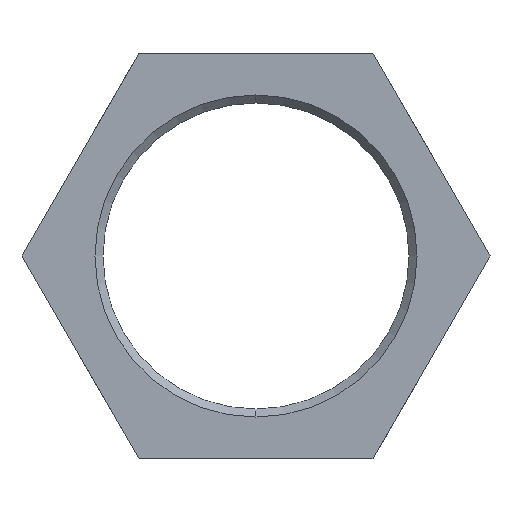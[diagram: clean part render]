
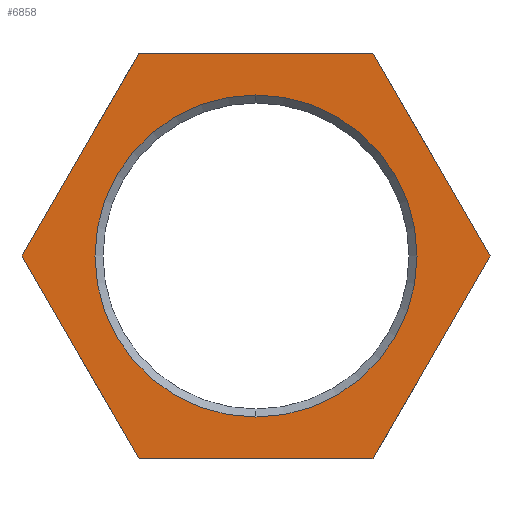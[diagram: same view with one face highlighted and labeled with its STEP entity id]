
A CAD part, left-side view. The second image highlights one B-rep face of the part: STEP entity #6858.
In plain terms, the highlighted planar face has unit normal (-1, 0, 0).
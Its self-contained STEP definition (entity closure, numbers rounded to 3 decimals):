
#152 = EDGE_CURVE ( 'NONE', #8645, #1517, #3885, .T. ) ;
#157 = VERTEX_POINT ( 'NONE', #8704 ) ;
#327 = CARTESIAN_POINT ( 'NONE',  ( -13., -44.976, 2.901 ) ) ;
#546 = CARTESIAN_POINT ( 'NONE',  ( -13., 46.325, 0. ) ) ;
#993 = ORIENTED_EDGE ( 'NONE', *, *, #11828, .F. ) ;
#1114 = CARTESIAN_POINT ( 'NONE',  ( -13., 19.976, -40.401 ) ) ;
#1127 = VECTOR ( 'NONE', #11942, 1000. ) ;
#1230 = LINE ( 'NONE', #1114, #12354 ) ;
#1325 = VERTEX_POINT ( 'NONE', #12834 ) ;
#1404 = LINE ( 'NONE', #1783, #6119 ) ;
#1517 = VERTEX_POINT ( 'NONE', #7211 ) ;
#1578 = DIRECTION ( 'NONE',  ( 0., 0., 1. ) ) ;
#1783 = CARTESIAN_POINT ( 'NONE',  ( -13., 44.976, -2.901 ) ) ;
#1944 = DIRECTION ( 'NONE',  ( 1., 0., 0. ) ) ;
#2102 = VECTOR ( 'NONE', #4154, 1000. ) ;
#2450 = DIRECTION ( 'NONE',  ( 0., 0.5, -0.866 ) ) ;
#2886 = CARTESIAN_POINT ( 'NONE',  ( -13., 0., -29.805 ) ) ;
#2932 = CARTESIAN_POINT ( 'NONE',  ( -13., 0., 0. ) ) ;
#2938 = EDGE_LOOP ( 'NONE', ( #5927, #993, #8509, #13973, #6772, #11724 ) ) ;
#3103 = VERTEX_POINT ( 'NONE', #12918 ) ;
#3124 = DIRECTION ( 'NONE',  ( 0., 0.5, 0.866 ) ) ;
#3140 = EDGE_CURVE ( 'NONE', #4003, #1325, #1230, .T. ) ;
#3297 = VERTEX_POINT ( 'NONE', #3821 ) ;
#3503 = VECTOR ( 'NONE', #11524, 1000. ) ;
#3518 = CIRCLE ( 'NONE', #11517, 29.805 ) ;
#3777 = AXIS2_PLACEMENT_3D ( 'NONE', #7660, #5400, #7613 ) ;
#3821 = CARTESIAN_POINT ( 'NONE',  ( -13., -21.651, -37.5 ) ) ;
#3885 = CIRCLE ( 'NONE', #3777, 29.805 ) ;
#3939 = ORIENTED_EDGE ( 'NONE', *, *, #4658, .T. ) ;
#4003 = VERTEX_POINT ( 'NONE', #13941 ) ;
#4154 = DIRECTION ( 'NONE',  ( 0., -0.5, -0.866 ) ) ;
#4536 = VERTEX_POINT ( 'NONE', #5951 ) ;
#4658 = EDGE_CURVE ( 'NONE', #1517, #8645, #3518, .T. ) ;
#4671 = LINE ( 'NONE', #6226, #3503 ) ;
#4690 = EDGE_LOOP ( 'NONE', ( #3939, #5872 ) ) ;
#4691 = VECTOR ( 'NONE', #2450, 1000. ) ;
#4731 = DIRECTION ( 'NONE',  ( -1., 0., 0. ) ) ;
#5376 = EDGE_CURVE ( 'NONE', #157, #3103, #4671, .T. ) ;
#5400 = DIRECTION ( 'NONE',  ( 1., 0., 0. ) ) ;
#5872 = ORIENTED_EDGE ( 'NONE', *, *, #152, .T. ) ;
#5927 = ORIENTED_EDGE ( 'NONE', *, *, #9183, .F. ) ;
#5951 = CARTESIAN_POINT ( 'NONE',  ( -13., -43.301, 0. ) ) ;
#6119 = VECTOR ( 'NONE', #9381, 1000. ) ;
#6226 = CARTESIAN_POINT ( 'NONE',  ( -13., 25., 37.5 ) ) ;
#6563 = EDGE_CURVE ( 'NONE', #3297, #4003, #10910, .T. ) ;
#6772 = ORIENTED_EDGE ( 'NONE', *, *, #3140, .F. ) ;
#6858 = ADVANCED_FACE ( 'NONE', ( #9691, #11729 ), #7971, .T. ) ;
#7211 = CARTESIAN_POINT ( 'NONE',  ( -13., 0., 29.805 ) ) ;
#7510 = LINE ( 'NONE', #9445, #2102 ) ;
#7613 = DIRECTION ( 'NONE',  ( 0., 0., -1. ) ) ;
#7660 = CARTESIAN_POINT ( 'NONE',  ( -13., 0., 0. ) ) ;
#7730 = LINE ( 'NONE', #327, #4691 ) ;
#7971 = PLANE ( 'NONE',  #9107 ) ;
#8509 = ORIENTED_EDGE ( 'NONE', *, *, #5376, .F. ) ;
#8645 = VERTEX_POINT ( 'NONE', #2886 ) ;
#8704 = CARTESIAN_POINT ( 'NONE',  ( -13., 21.651, 37.5 ) ) ;
#8912 = CARTESIAN_POINT ( 'NONE',  ( -13., -25., -37.5 ) ) ;
#9107 = AXIS2_PLACEMENT_3D ( 'NONE', #546, #4731, #1578 ) ;
#9183 = EDGE_CURVE ( 'NONE', #4536, #3297, #7730, .T. ) ;
#9381 = DIRECTION ( 'NONE',  ( 0., -0.5, 0.866 ) ) ;
#9445 = CARTESIAN_POINT ( 'NONE',  ( -13., -19.976, 40.401 ) ) ;
#9691 = FACE_OUTER_BOUND ( 'NONE', #2938, .T. ) ;
#10581 = DIRECTION ( 'NONE',  ( 0., 0., -1. ) ) ;
#10910 = LINE ( 'NONE', #8912, #1127 ) ;
#11517 = AXIS2_PLACEMENT_3D ( 'NONE', #2932, #1944, #10581 ) ;
#11524 = DIRECTION ( 'NONE',  ( 0., -1., 0. ) ) ;
#11724 = ORIENTED_EDGE ( 'NONE', *, *, #6563, .F. ) ;
#11729 = FACE_BOUND ( 'NONE', #4690, .T. ) ;
#11828 = EDGE_CURVE ( 'NONE', #3103, #4536, #7510, .T. ) ;
#11942 = DIRECTION ( 'NONE',  ( 0., 1., 0. ) ) ;
#12354 = VECTOR ( 'NONE', #3124, 1000. ) ;
#12814 = EDGE_CURVE ( 'NONE', #1325, #157, #1404, .T. ) ;
#12834 = CARTESIAN_POINT ( 'NONE',  ( -13., 43.301, 0. ) ) ;
#12918 = CARTESIAN_POINT ( 'NONE',  ( -13., -21.651, 37.5 ) ) ;
#13941 = CARTESIAN_POINT ( 'NONE',  ( -13., 21.651, -37.5 ) ) ;
#13973 = ORIENTED_EDGE ( 'NONE', *, *, #12814, .F. ) ;
